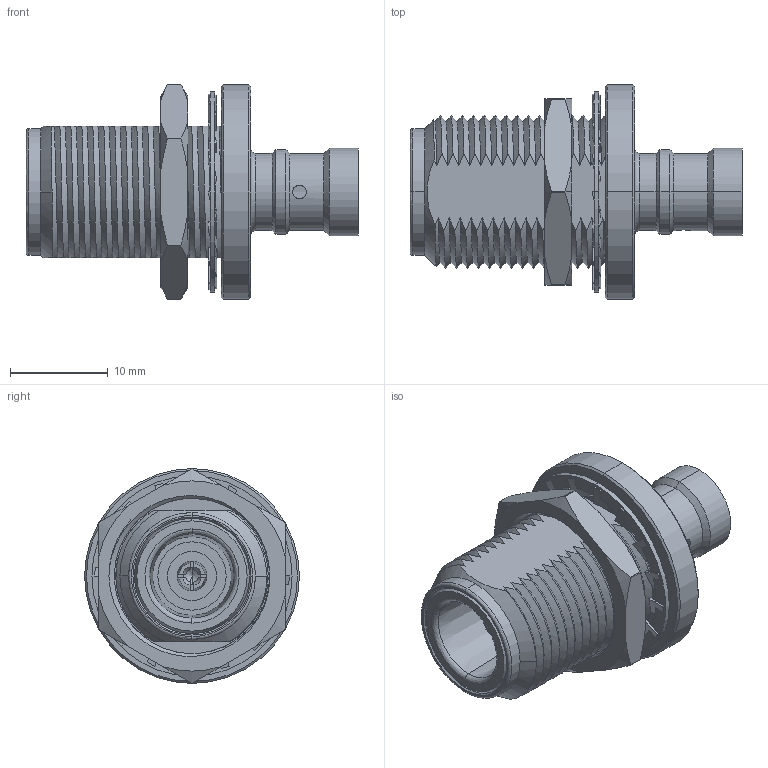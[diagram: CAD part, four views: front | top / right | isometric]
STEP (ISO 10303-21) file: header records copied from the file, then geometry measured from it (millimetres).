
FILE_DESCRIPTION (( 'STEP AP214' ), '1' );
FILE_NAME ('TC-250-NF-BH-LP_3D.STEP', '2021-09-03T18:23:26', ( '' ), ( '' ), 'SwSTEP 2.0', 'SolidWorks 2021', '' );
FILE_SCHEMA (( 'AUTOMOTIVE_DESIGN' ));
Length unit declared in the file: millimetre
Products named in the file (1): TC-250-NF-BH-LP_3D
Bounding box: 34 x 22 x 22 mm (x, y, z)
Volume: 4539.4 mm3; surface area: 3864 mm2
Topology: 3 solids, 3 shells, 323 faces, 880 edges, 569 vertices
Faces by surface type: plane 117, bspline 103, cylinder 54, cone 47, torus 2
Entity records: 57031 total; most frequent: CARTESIAN_POINT 49709, ORIENTED_EDGE 1756, DIRECTION 1191, EDGE_CURVE 878, VERTEX_POINT 569, VECTOR 417, LINE 417, AXIS2_PLACEMENT_3D 387
